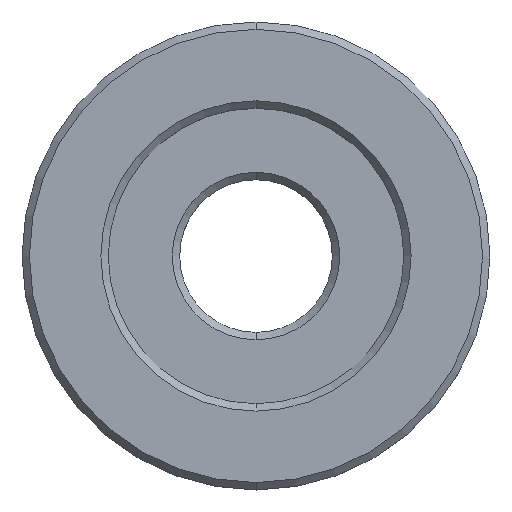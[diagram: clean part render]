
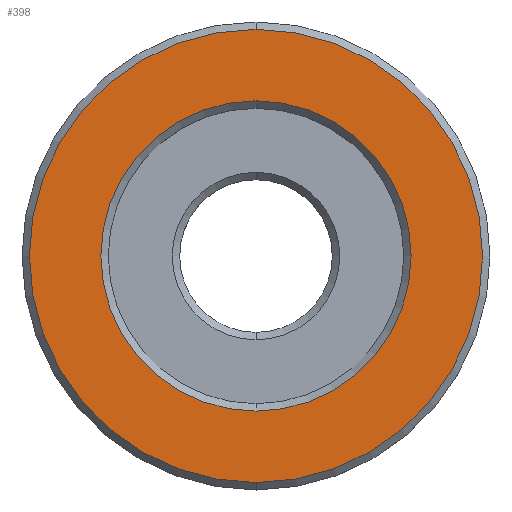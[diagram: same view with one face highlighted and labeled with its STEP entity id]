
A CAD part, top view. The second image highlights one B-rep face of the part: STEP entity #398.
In plain terms, the highlighted planar face has unit normal (0, 0, 1).
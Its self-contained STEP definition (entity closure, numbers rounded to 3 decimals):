
#55=CARTESIAN_POINT('',(0.,0.,1.));
#56=DIRECTION('',(0.,0.,-1.));
#57=DIRECTION('',(0.,-1.,0.));
#58=AXIS2_PLACEMENT_3D('',#55,#56,#57);
#60=CARTESIAN_POINT('',(0.,0.,1.));
#61=DIRECTION('',(0.,0.,-1.));
#62=DIRECTION('',(0.,1.,0.));
#63=AXIS2_PLACEMENT_3D('',#60,#61,#62);
#65=CARTESIAN_POINT('',(0.,0.,1.));
#66=DIRECTION('',(0.,0.,1.));
#67=DIRECTION('',(0.,-1.,0.));
#68=AXIS2_PLACEMENT_3D('',#65,#66,#67);
#70=CARTESIAN_POINT('',(0.,0.,1.));
#71=DIRECTION('',(0.,0.,1.));
#72=DIRECTION('',(0.,1.,0.));
#73=AXIS2_PLACEMENT_3D('',#70,#71,#72);
#241=CARTESIAN_POINT('',(0.,-3.15,1.));
#242=CARTESIAN_POINT('',(0.,3.15,1.));
#243=VERTEX_POINT('',#241);
#244=VERTEX_POINT('',#242);
#245=CARTESIAN_POINT('',(0.,-4.6,1.));
#246=CARTESIAN_POINT('',(0.,4.6,1.));
#247=VERTEX_POINT('',#245);
#248=VERTEX_POINT('',#246);
#382=CARTESIAN_POINT('',(0.,0.,1.));
#383=DIRECTION('',(0.,0.,1.));
#384=DIRECTION('',(0.,-1.,0.));
#385=AXIS2_PLACEMENT_3D('',#382,#383,#384);
#386=PLANE('',#385);
#388=ORIENTED_EDGE('',*,*,#387,.T.);
#390=ORIENTED_EDGE('',*,*,#389,.T.);
#391=EDGE_LOOP('',(#388,#390));
#392=FACE_OUTER_BOUND('',#391,.F.);
#393=ORIENTED_EDGE('',*,*,#372,.T.);
#395=ORIENTED_EDGE('',*,*,#394,.T.);
#396=EDGE_LOOP('',(#393,#395));
#397=FACE_BOUND('',#396,.F.);
#398=ADVANCED_FACE('',(#392,#397),#386,.T.);
#59=CIRCLE('',#58,4.6);
#64=CIRCLE('',#63,4.6);
#69=CIRCLE('',#68,3.15);
#74=CIRCLE('',#73,3.15);
#372=EDGE_CURVE('',#243,#244,#69,.T.);
#387=EDGE_CURVE('',#247,#248,#59,.T.);
#389=EDGE_CURVE('',#248,#247,#64,.T.);
#394=EDGE_CURVE('',#244,#243,#74,.T.);
